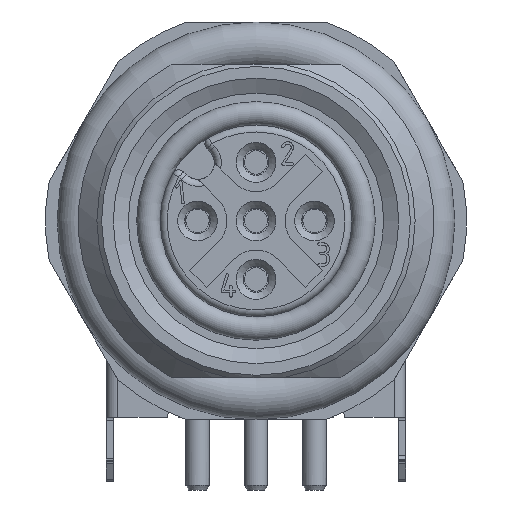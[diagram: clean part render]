
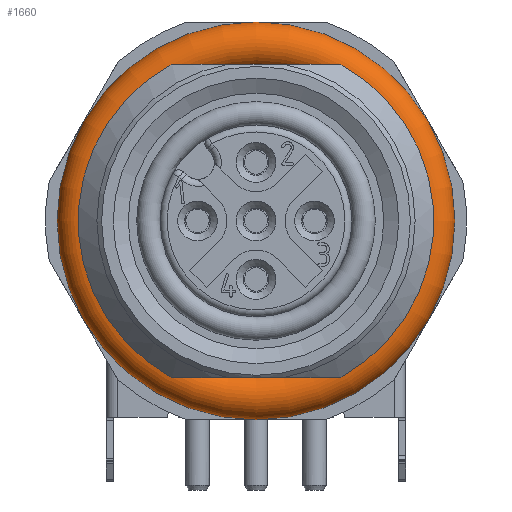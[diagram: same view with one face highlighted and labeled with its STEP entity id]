
A CAD part, left-side view. The second image highlights one B-rep face of the part: STEP entity #1660.
In plain terms, the highlighted toroidal (fillet/blend) face has major radius 7.5 mm and minor radius 1 mm.
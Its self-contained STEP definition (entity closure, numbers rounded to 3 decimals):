
#103=TOROIDAL_SURFACE('',#6085,7.5,1.);
#1660=ADVANCED_FACE('',(#2133,#2134),#103,.T.);
#2133=FACE_BOUND('',#2324,.T.);
#2134=FACE_BOUND('',#2325,.T.);
#2324=EDGE_LOOP('',(#2808));
#2325=EDGE_LOOP('',(#2809));
#2808=ORIENTED_EDGE('',*,*,#4989,.F.);
#2809=ORIENTED_EDGE('',*,*,#4984,.T.);
#4405=VERTEX_POINT('',#8320);
#4410=VERTEX_POINT('',#8337);
#4984=EDGE_CURVE('',#4405,#4405,#5789,.T.);
#4989=EDGE_CURVE('',#4410,#4410,#5794,.T.);
#5789=CIRCLE('',#6071,6.5);
#5794=CIRCLE('',#6083,8.5);
#6071=AXIS2_PLACEMENT_3D('',#8319,#6687,#6688);
#6083=AXIS2_PLACEMENT_3D('',#8336,#6711,#6712);
#6085=AXIS2_PLACEMENT_3D('',#8339,#6715,#6716);
#6687=DIRECTION('',(1.,0.,0.));
#6688=DIRECTION('',(0.,0.,-1.));
#6711=DIRECTION('',(1.,0.,0.));
#6712=DIRECTION('',(0.,0.,1.));
#6715=DIRECTION('',(-1.,0.,0.));
#6716=DIRECTION('',(0.,0.,1.));
#8319=CARTESIAN_POINT('',(16.5,0.,0.));
#8320=CARTESIAN_POINT('',(16.5,0.,-6.5));
#8336=CARTESIAN_POINT('',(16.5,0.,0.));
#8337=CARTESIAN_POINT('',(16.5,0.,8.5));
#8339=CARTESIAN_POINT('',(16.5,0.,0.));
